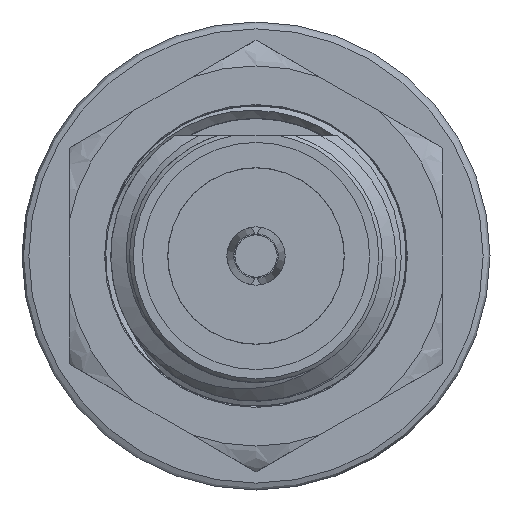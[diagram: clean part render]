
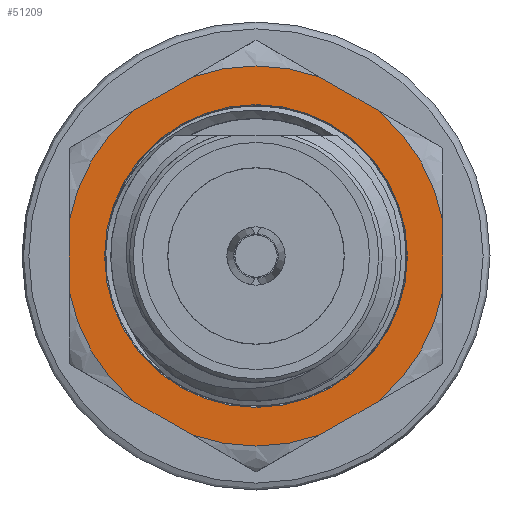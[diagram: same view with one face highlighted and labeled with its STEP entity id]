
A CAD part, front view. The second image highlights one B-rep face of the part: STEP entity #51209.
In plain terms, the highlighted planar face has unit normal (0, -1, 0).
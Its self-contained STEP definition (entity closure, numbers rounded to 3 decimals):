
#11210=CIRCLE('',#54485,3.3);
#11211=CIRCLE('',#54486,4.142);
#11212=CIRCLE('',#54487,4.142);
#11213=CIRCLE('',#54488,4.142);
#11214=CIRCLE('',#54489,4.142);
#11215=CIRCLE('',#54490,4.142);
#11216=CIRCLE('',#54491,4.142);
#17092=ORIENTED_EDGE('',*,*,#30774,.T.);
#17093=ORIENTED_EDGE('',*,*,#30775,.F.);
#17094=ORIENTED_EDGE('',*,*,#30776,.T.);
#17095=ORIENTED_EDGE('',*,*,#30777,.F.);
#17096=ORIENTED_EDGE('',*,*,#30778,.T.);
#17097=ORIENTED_EDGE('',*,*,#30779,.F.);
#17098=ORIENTED_EDGE('',*,*,#30780,.T.);
#17099=ORIENTED_EDGE('',*,*,#30781,.F.);
#17100=ORIENTED_EDGE('',*,*,#30782,.T.);
#17101=ORIENTED_EDGE('',*,*,#30783,.F.);
#17102=ORIENTED_EDGE('',*,*,#30784,.T.);
#17103=ORIENTED_EDGE('',*,*,#30785,.F.);
#17104=ORIENTED_EDGE('',*,*,#30786,.T.);
#30774=EDGE_CURVE('',#37685,#37685,#11210,.F.);
#30775=EDGE_CURVE('',#37686,#37687,#11211,.F.);
#30776=EDGE_CURVE('',#37686,#37688,#40706,.T.);
#30777=EDGE_CURVE('',#37689,#37688,#11212,.F.);
#30778=EDGE_CURVE('',#37689,#37690,#40707,.T.);
#30779=EDGE_CURVE('',#37691,#37690,#11213,.F.);
#30780=EDGE_CURVE('',#37691,#37692,#40708,.T.);
#30781=EDGE_CURVE('',#37693,#37692,#11214,.F.);
#30782=EDGE_CURVE('',#37693,#37694,#40709,.T.);
#30783=EDGE_CURVE('',#37695,#37694,#11215,.F.);
#30784=EDGE_CURVE('',#37695,#37696,#40710,.T.);
#30785=EDGE_CURVE('',#37697,#37696,#11216,.F.);
#30786=EDGE_CURVE('',#37697,#37687,#40711,.T.);
#37685=VERTEX_POINT('',#104537);
#37686=VERTEX_POINT('',#104539);
#37687=VERTEX_POINT('',#104540);
#37688=VERTEX_POINT('',#104542);
#37689=VERTEX_POINT('',#104544);
#37690=VERTEX_POINT('',#104546);
#37691=VERTEX_POINT('',#104548);
#37692=VERTEX_POINT('',#104550);
#37693=VERTEX_POINT('',#104552);
#37694=VERTEX_POINT('',#104554);
#37695=VERTEX_POINT('',#104556);
#37696=VERTEX_POINT('',#104558);
#37697=VERTEX_POINT('',#104560);
#40706=LINE('',#104541,#41130);
#40707=LINE('',#104545,#41131);
#40708=LINE('',#104549,#41132);
#40709=LINE('',#104553,#41133);
#40710=LINE('',#104557,#41134);
#40711=LINE('',#104561,#41135);
#41130=VECTOR('',#56676,1000.);
#41131=VECTOR('',#56679,1000.);
#41132=VECTOR('',#56682,1000.);
#41133=VECTOR('',#56685,1000.);
#41134=VECTOR('',#56688,1000.);
#41135=VECTOR('',#56691,1000.);
#42777=EDGE_LOOP('',(#17092));
#42778=EDGE_LOOP('',(#17093,#17094,#17095,#17096,#17097,#17098,#17099,#17100,
#17101,#17102,#17103,#17104));
#46882=FACE_BOUND('',#42777,.T.);
#46883=FACE_BOUND('',#42778,.T.);
#49686=PLANE('',#54484);
#51209=ADVANCED_FACE('',(#46882,#46883),#49686,.T.);
#54484=AXIS2_PLACEMENT_3D('',#104535,#56670,#56671);
#54485=AXIS2_PLACEMENT_3D('',#104536,#56672,#56673);
#54486=AXIS2_PLACEMENT_3D('',#104538,#56674,#56675);
#54487=AXIS2_PLACEMENT_3D('',#104543,#56677,#56678);
#54488=AXIS2_PLACEMENT_3D('',#104547,#56680,#56681);
#54489=AXIS2_PLACEMENT_3D('',#104551,#56683,#56684);
#54490=AXIS2_PLACEMENT_3D('',#104555,#56686,#56687);
#54491=AXIS2_PLACEMENT_3D('',#104559,#56689,#56690);
#56670=DIRECTION('',(0.,-1.,0.));
#56671=DIRECTION('',(1.,0.,0.));
#56672=DIRECTION('',(0.,-1.,0.));
#56673=DIRECTION('',(1.,0.,0.));
#56674=DIRECTION('',(0.,-1.,0.));
#56675=DIRECTION('',(1.,0.,0.));
#56676=DIRECTION('',(0.,0.,1.));
#56677=DIRECTION('',(0.,-1.,0.));
#56678=DIRECTION('',(1.,0.,0.));
#56679=DIRECTION('',(-0.866,0.,0.5));
#56680=DIRECTION('',(0.,-1.,0.));
#56681=DIRECTION('',(1.,0.,0.));
#56682=DIRECTION('',(-0.866,0.,-0.5));
#56683=DIRECTION('',(0.,-1.,0.));
#56684=DIRECTION('',(1.,0.,0.));
#56685=DIRECTION('',(0.,0.,-1.));
#56686=DIRECTION('',(0.,-1.,0.));
#56687=DIRECTION('',(1.,0.,0.));
#56688=DIRECTION('',(0.866,0.,-0.5));
#56689=DIRECTION('',(0.,-1.,0.));
#56690=DIRECTION('',(1.,0.,0.));
#56691=DIRECTION('',(0.866,0.,0.5));
#104535=CARTESIAN_POINT('',(0.,-75.65,0.));
#104536=CARTESIAN_POINT('',(0.,-75.65,0.));
#104537=CARTESIAN_POINT('',(3.3,-75.65,0.));
#104538=CARTESIAN_POINT('',(0.,-75.65,0.));
#104539=CARTESIAN_POINT('',(4.075,-75.65,-0.744));
#104540=CARTESIAN_POINT('',(2.682,-75.65,-3.157));
#104541=CARTESIAN_POINT('',(4.075,-75.65,-2.353));
#104542=CARTESIAN_POINT('',(4.075,-75.65,0.744));
#104543=CARTESIAN_POINT('',(0.,-75.65,0.));
#104544=CARTESIAN_POINT('',(2.682,-75.65,3.157));
#104545=CARTESIAN_POINT('',(4.075,-75.65,2.353));
#104546=CARTESIAN_POINT('',(1.393,-75.65,3.901));
#104547=CARTESIAN_POINT('',(0.,-75.65,0.));
#104548=CARTESIAN_POINT('',(-1.393,-75.65,3.901));
#104549=CARTESIAN_POINT('',(0.,-75.65,4.705));
#104550=CARTESIAN_POINT('',(-2.682,-75.65,3.157));
#104551=CARTESIAN_POINT('',(0.,-75.65,0.));
#104552=CARTESIAN_POINT('',(-4.075,-75.65,0.744));
#104553=CARTESIAN_POINT('',(-4.075,-75.65,2.353));
#104554=CARTESIAN_POINT('',(-4.075,-75.65,-0.744));
#104555=CARTESIAN_POINT('',(0.,-75.65,0.));
#104556=CARTESIAN_POINT('',(-2.682,-75.65,-3.157));
#104557=CARTESIAN_POINT('',(-4.075,-75.65,-2.353));
#104558=CARTESIAN_POINT('',(-1.393,-75.65,-3.901));
#104559=CARTESIAN_POINT('',(0.,-75.65,0.));
#104560=CARTESIAN_POINT('',(1.393,-75.65,-3.901));
#104561=CARTESIAN_POINT('',(0.,-75.65,-4.705));
